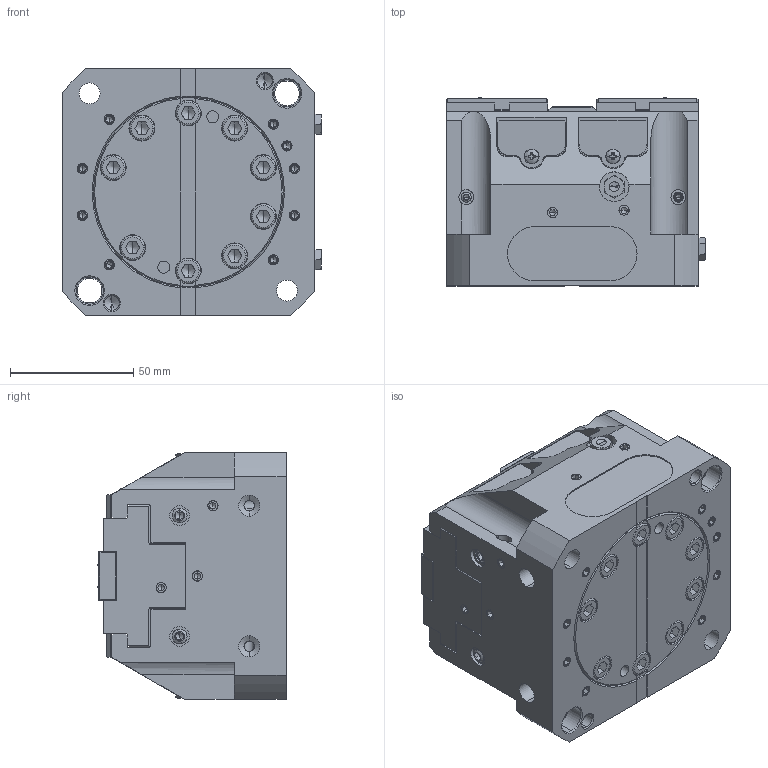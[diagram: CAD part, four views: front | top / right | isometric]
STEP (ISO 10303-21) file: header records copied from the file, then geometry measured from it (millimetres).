
FILE_DESCRIPTION((''),'2;1');
FILE_NAME('ILCM-VCV-100-C1-ID','2025-03-31T15:40:44',('AThompson'),(''),'CREO PARAMETRIC BY PTC INC, 2021164','CREO PARAMETRIC BY PTC INC, 2021164','');
FILE_SCHEMA(('AUTOMOTIVE_DESIGN { 1 0 10303 214 1 1 1 1 }'));
Length unit declared in the file: millimetre
Products named in the file (19): DIN_915_-_M5_X_8_1; INGRASSATORE_M6X1_-_COD_D2-31-0; SFERA__X_F83_00_1; ISO_4762__-_M4_X_10_1; ISO_7046-1_-_M3_X_6_-_4_8_-_H_1; ISO_4762__-_M6_X_12_1; DIN_913_-_M4_X_4_1; DIN_913_-_M5_X_8_1; DIN_913_-_M6_X_6_1; DIN_7985__H__-_M3X10-H_1; DIN_913_-_M5_X_5_1; VFB-100-4_00_1; VFB-100-3_00_1; VFB-100-1_00_1; VFB-100-PIASTRINA_00_1; CFB-100-TALLONE_00_1; VFB-100-MASCHERINA_00_1; VFB_100_ID_00_1; ILCM-VCV-100-C1-ID
Assembly tree (59 placements, depth 3):
  ILCM-VCV-100-C1-ID
    VFB_100_ID_00_1
      DIN_915_-_M5_X_8_1  x2
      INGRASSATORE_M6X1_-_COD_D2-31-0  x4
      SFERA__X_F83_00_1  x2
      ISO_4762__-_M4_X_10_1  x2
      ISO_7046-1_-_M3_X_6_-_4_8_-_H_1  x2
      ISO_4762__-_M6_X_12_1  x9
      DIN_913_-_M4_X_4_1  x2
      DIN_913_-_M5_X_8_1  x8
      DIN_913_-_M6_X_6_1  x4
      DIN_7985__H__-_M3X10-H_1  x2
      DIN_913_-_M5_X_5_1  x9
      VFB-100-4_00_1
      VFB-100-3_00_1  x2
      VFB-100-1_00_1
      VFB-100-PIASTRINA_00_1
      CFB-100-TALLONE_00_1  x2
      VFB-100-MASCHERINA_00_1  x2
    DIN_913_-_M5_X_5_1
    DIN_913_-_M4_X_4_1  x2
Bounding box: 105 x 76.36 x 100 mm (x, y, z)
Volume: 597887.9 mm3; surface area: 138197.8 mm2
Topology: 58 solids, 59 shells, 2033 faces, 5181 edges, 3171 vertices
Faces by surface type: plane 847, cone 559, cylinder 545, torus 70, sphere 12
Entity records: 51453 total; most frequent: CARTESIAN_POINT 8779, DIRECTION 5961, ORIENTED_EDGE 5302, PRESENTATION_STYLE_ASSIGNMENT 3555, STYLED_ITEM 3555, EDGE_CURVE 2651, CURVE_STYLE 2610, AXIS2_PLACEMENT_3D 2267
